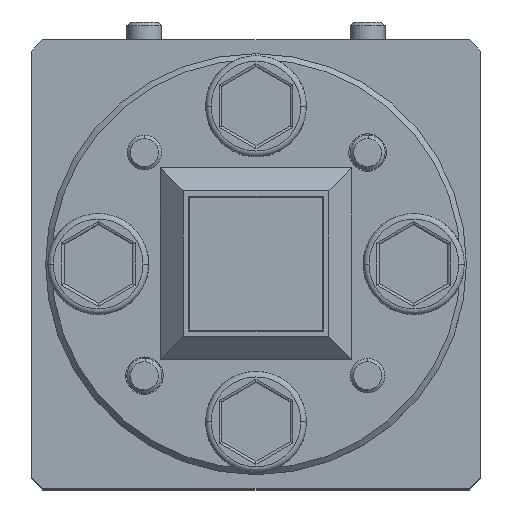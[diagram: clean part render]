
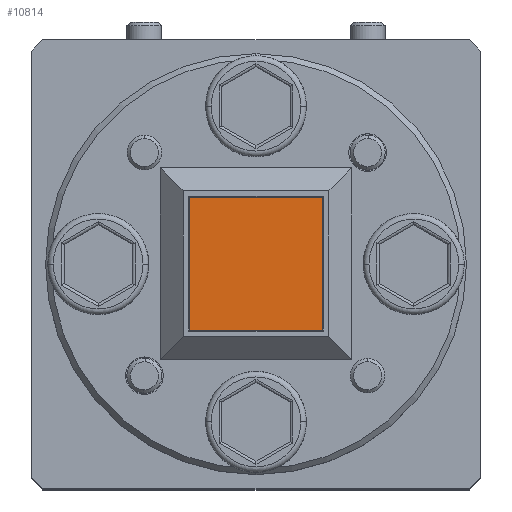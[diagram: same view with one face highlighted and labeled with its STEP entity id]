
A CAD part, top view. The second image highlights one B-rep face of the part: STEP entity #10814.
In plain terms, the highlighted planar face has unit normal (0, 0, 1).
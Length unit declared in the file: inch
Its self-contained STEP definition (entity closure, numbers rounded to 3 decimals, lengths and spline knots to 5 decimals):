
#916 = VECTOR ( 'NONE', #34180, 39.37008 ) ;
#1671 = VECTOR ( 'NONE', #21434, 39.37008 ) ;
#1857 = CARTESIAN_POINT ( 'NONE',  ( -1.16165, 0.87183, 3.07616 ) ) ;
#2195 = DIRECTION ( 'NONE',  ( 1., 0., 0. ) ) ;
#2273 = CARTESIAN_POINT ( 'NONE',  ( -1.28038, 0.87183, 3.07616 ) ) ;
#2407 = EDGE_CURVE ( 'NONE', #25877, #2490, #27838, .T. ) ;
#2490 = VERTEX_POINT ( 'NONE', #3156 ) ;
#3156 = CARTESIAN_POINT ( 'NONE',  ( -1.04293, 0.63438, 3.07616 ) ) ;
#4254 = CARTESIAN_POINT ( 'NONE',  ( -1.04293, 0.75311, 3.07616 ) ) ;
#5373 = PLANE ( 'NONE',  #20734 ) ;
#5380 = LINE ( 'NONE', #23257, #916 ) ;
#7215 = ORIENTED_EDGE ( 'NONE', *, *, #13677, .T. ) ;
#8304 = EDGE_CURVE ( 'NONE', #35290, #35666, #27631, .T. ) ;
#9545 = ORIENTED_EDGE ( 'NONE', *, *, #8304, .T. ) ;
#10814 = ADVANCED_FACE ( 'NONE', ( #27964 ), #5373, .T. ) ;
#11999 = VECTOR ( 'NONE', #36150, 39.37008 ) ;
#13677 = EDGE_CURVE ( 'NONE', #2490, #35290, #24575, .T. ) ;
#14266 = EDGE_LOOP ( 'NONE', ( #20424, #17741, #7215, #9545 ) ) ;
#16114 = DIRECTION ( 'NONE',  ( 0., 1., 0. ) ) ;
#16321 = CARTESIAN_POINT ( 'NONE',  ( 0., 0., 3.07616 ) ) ;
#16963 = CARTESIAN_POINT ( 'NONE',  ( -1.04293, 0.87183, 3.07616 ) ) ;
#17741 = ORIENTED_EDGE ( 'NONE', *, *, #2407, .T. ) ;
#20424 = ORIENTED_EDGE ( 'NONE', *, *, #27165, .T. ) ;
#20734 = AXIS2_PLACEMENT_3D ( 'NONE', #16321, #28327, #2195 ) ;
#21434 = DIRECTION ( 'NONE',  ( -1., 0., 0. ) ) ;
#23257 = CARTESIAN_POINT ( 'NONE',  ( -1.28038, 0.75311, 3.07616 ) ) ;
#24575 = LINE ( 'NONE', #4254, #26478 ) ;
#25877 = VERTEX_POINT ( 'NONE', #33629 ) ;
#26478 = VECTOR ( 'NONE', #16114, 39.37008 ) ;
#27165 = EDGE_CURVE ( 'NONE', #35666, #25877, #5380, .T. ) ;
#27631 = LINE ( 'NONE', #1857, #1671 ) ;
#27838 = LINE ( 'NONE', #30848, #11999 ) ;
#27964 = FACE_OUTER_BOUND ( 'NONE', #14266, .T. ) ;
#28327 = DIRECTION ( 'NONE',  ( 0., 0., 1. ) ) ;
#30848 = CARTESIAN_POINT ( 'NONE',  ( -1.16165, 0.63438, 3.07616 ) ) ;
#33629 = CARTESIAN_POINT ( 'NONE',  ( -1.28038, 0.63438, 3.07616 ) ) ;
#34180 = DIRECTION ( 'NONE',  ( 0., -1., 0. ) ) ;
#35290 = VERTEX_POINT ( 'NONE', #16963 ) ;
#35666 = VERTEX_POINT ( 'NONE', #2273 ) ;
#36150 = DIRECTION ( 'NONE',  ( 1., 0., 0. ) ) ;
